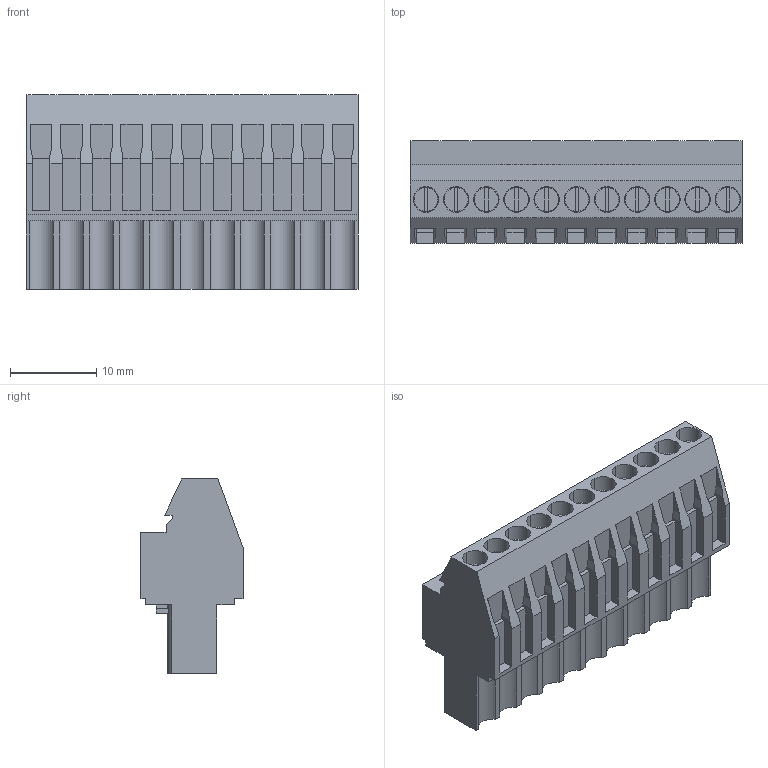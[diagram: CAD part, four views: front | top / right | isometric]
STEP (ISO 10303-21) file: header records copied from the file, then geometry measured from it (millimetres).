
FILE_DESCRIPTION(('CATIA V5 STEP Exchange','CAx-IF Rec.Pracs.--- Model Styling and Organization---1.2---2011-12-15'),'2;1');
FILE_NAME ('D1454015_0_1638640000_1638640000.stp','2017-04-18T07:16:19+00:00',('none'),('Weidmueller'),'CATIA Version 5-6 Release 2014','CATIA V5 STEP AP214','none');
FILE_SCHEMA(('AUTOMOTIVE_DESIGN { 1 0 10303 214 1 1 1 1 }'));
Length unit declared in the file: millimetre
Products named in the file (1): 1638640000
Bounding box: 38.5 x 11.83 x 22.6 mm (x, y, z)
Volume: 5922.9 mm3; surface area: 4576 mm2
Topology: 12 solids, 12 shells, 638 faces, 1760 edges, 1190 vertices
Faces by surface type: plane 550, cylinder 88
Entity records: 18949 total; most frequent: ORIENTED_EDGE 3520, CARTESIAN_POINT 3501, DIRECTION 2574, EDGE_CURVE 1760, VECTOR 1474, LINE 1474, VERTEX_POINT 1190, AXIS2_PLACEMENT_3D 683
